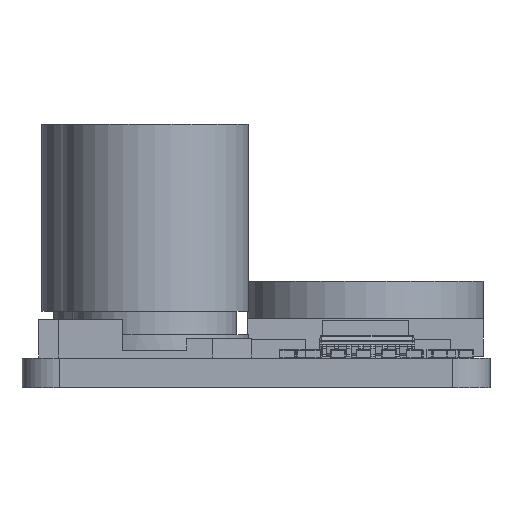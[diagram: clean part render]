
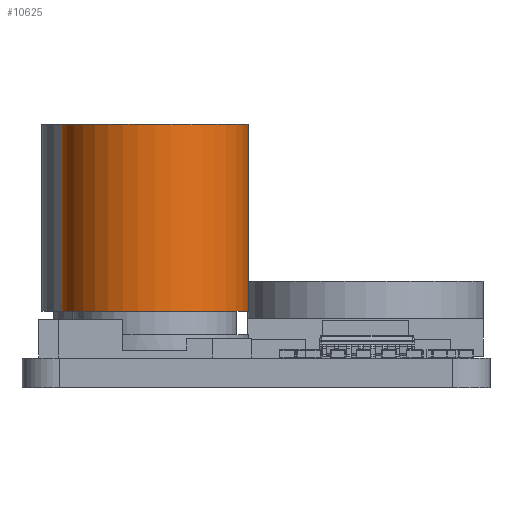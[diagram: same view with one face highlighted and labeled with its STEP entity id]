
A CAD part, left-side view. The second image highlights one B-rep face of the part: STEP entity #10625.
In plain terms, the highlighted cylindrical face has radius 5 mm (diameter 10 mm), a full revolution.
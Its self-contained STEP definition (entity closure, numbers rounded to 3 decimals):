
#10276 = PLANE('',#10277);
#10277 = AXIS2_PLACEMENT_3D('',#10278,#10279,#10280);
#10278 = CARTESIAN_POINT('',(0.,0.,2.499));
#10279 = DIRECTION('',(0.,0.,1.));
#10280 = DIRECTION('',(1.,0.,0.));
#10585 = EDGE_CURVE('',#10586,#10586,#10588,.T.);
#10586 = VERTEX_POINT('',#10587);
#10587 = CARTESIAN_POINT('',(5.,0.,2.499));
#10588 = SURFACE_CURVE('',#10589,(#10594,#10601),.PCURVE_S1.);
#10589 = CIRCLE('',#10590,5.);
#10590 = AXIS2_PLACEMENT_3D('',#10591,#10592,#10593);
#10591 = CARTESIAN_POINT('',(0.,0.,2.499));
#10592 = DIRECTION('',(0.,0.,1.));
#10593 = DIRECTION('',(1.,0.,0.));
#10594 = PCURVE('',#10276,#10595);
#10595 = DEFINITIONAL_REPRESENTATION('',(#10596),#10600);
#10596 = CIRCLE('',#10597,5.);
#10597 = AXIS2_PLACEMENT_2D('',#10598,#10599);
#10598 = CARTESIAN_POINT('',(0.,0.));
#10599 = DIRECTION('',(1.,0.));
#10600 = ( GEOMETRIC_REPRESENTATION_CONTEXT(2) 
PARAMETRIC_REPRESENTATION_CONTEXT() REPRESENTATION_CONTEXT('2D SPACE',''
  ) );
#10601 = PCURVE('',#10602,#10607);
#10602 = CYLINDRICAL_SURFACE('',#10603,5.);
#10603 = AXIS2_PLACEMENT_3D('',#10604,#10605,#10606);
#10604 = CARTESIAN_POINT('',(0.,0.,2.499));
#10605 = DIRECTION('',(0.,0.,1.));
#10606 = DIRECTION('',(1.,0.,0.));
#10607 = DEFINITIONAL_REPRESENTATION('',(#10608),#10612);
#10608 = LINE('',#10609,#10610);
#10609 = CARTESIAN_POINT('',(0.,0.));
#10610 = VECTOR('',#10611,1.);
#10611 = DIRECTION('',(1.,0.));
#10612 = ( GEOMETRIC_REPRESENTATION_CONTEXT(2) 
PARAMETRIC_REPRESENTATION_CONTEXT() REPRESENTATION_CONTEXT('2D SPACE',''
  ) );
#10625 = ADVANCED_FACE('',(#10626),#10602,.T.);
#10626 = FACE_BOUND('',#10627,.T.);
#10627 = EDGE_LOOP('',(#10628,#10629,#10652,#10679));
#10628 = ORIENTED_EDGE('',*,*,#10585,.T.);
#10629 = ORIENTED_EDGE('',*,*,#10630,.T.);
#10630 = EDGE_CURVE('',#10586,#10631,#10633,.T.);
#10631 = VERTEX_POINT('',#10632);
#10632 = CARTESIAN_POINT('',(5.,0.,12.499));
#10633 = SEAM_CURVE('',#10634,(#10638,#10645),.PCURVE_S1.);
#10634 = LINE('',#10635,#10636);
#10635 = CARTESIAN_POINT('',(5.,0.,2.499));
#10636 = VECTOR('',#10637,1.);
#10637 = DIRECTION('',(0.,0.,1.));
#10638 = PCURVE('',#10602,#10639);
#10639 = DEFINITIONAL_REPRESENTATION('',(#10640),#10644);
#10640 = LINE('',#10641,#10642);
#10641 = CARTESIAN_POINT('',(6.283,0.));
#10642 = VECTOR('',#10643,1.);
#10643 = DIRECTION('',(0.,1.));
#10644 = ( GEOMETRIC_REPRESENTATION_CONTEXT(2) 
PARAMETRIC_REPRESENTATION_CONTEXT() REPRESENTATION_CONTEXT('2D SPACE',''
  ) );
#10645 = PCURVE('',#10602,#10646);
#10646 = DEFINITIONAL_REPRESENTATION('',(#10647),#10651);
#10647 = LINE('',#10648,#10649);
#10648 = CARTESIAN_POINT('',(0.,0.));
#10649 = VECTOR('',#10650,1.);
#10650 = DIRECTION('',(0.,1.));
#10651 = ( GEOMETRIC_REPRESENTATION_CONTEXT(2) 
PARAMETRIC_REPRESENTATION_CONTEXT() REPRESENTATION_CONTEXT('2D SPACE',''
  ) );
#10652 = ORIENTED_EDGE('',*,*,#10653,.F.);
#10653 = EDGE_CURVE('',#10631,#10631,#10654,.T.);
#10654 = SURFACE_CURVE('',#10655,(#10660,#10667),.PCURVE_S1.);
#10655 = CIRCLE('',#10656,5.);
#10656 = AXIS2_PLACEMENT_3D('',#10657,#10658,#10659);
#10657 = CARTESIAN_POINT('',(0.,0.,12.499));
#10658 = DIRECTION('',(0.,0.,1.));
#10659 = DIRECTION('',(1.,0.,0.));
#10660 = PCURVE('',#10602,#10661);
#10661 = DEFINITIONAL_REPRESENTATION('',(#10662),#10666);
#10662 = LINE('',#10663,#10664);
#10663 = CARTESIAN_POINT('',(0.,10.));
#10664 = VECTOR('',#10665,1.);
#10665 = DIRECTION('',(1.,0.));
#10666 = ( GEOMETRIC_REPRESENTATION_CONTEXT(2) 
PARAMETRIC_REPRESENTATION_CONTEXT() REPRESENTATION_CONTEXT('2D SPACE',''
  ) );
#10667 = PCURVE('',#10668,#10673);
#10668 = PLANE('',#10669);
#10669 = AXIS2_PLACEMENT_3D('',#10670,#10671,#10672);
#10670 = CARTESIAN_POINT('',(0.,0.,12.499));
#10671 = DIRECTION('',(0.,0.,1.));
#10672 = DIRECTION('',(1.,0.,0.));
#10673 = DEFINITIONAL_REPRESENTATION('',(#10674),#10678);
#10674 = CIRCLE('',#10675,5.);
#10675 = AXIS2_PLACEMENT_2D('',#10676,#10677);
#10676 = CARTESIAN_POINT('',(0.,0.));
#10677 = DIRECTION('',(1.,0.));
#10678 = ( GEOMETRIC_REPRESENTATION_CONTEXT(2) 
PARAMETRIC_REPRESENTATION_CONTEXT() REPRESENTATION_CONTEXT('2D SPACE',''
  ) );
#10679 = ORIENTED_EDGE('',*,*,#10630,.F.);
